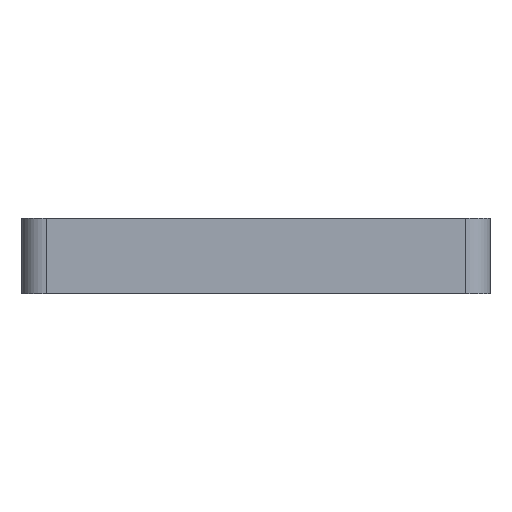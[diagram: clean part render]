
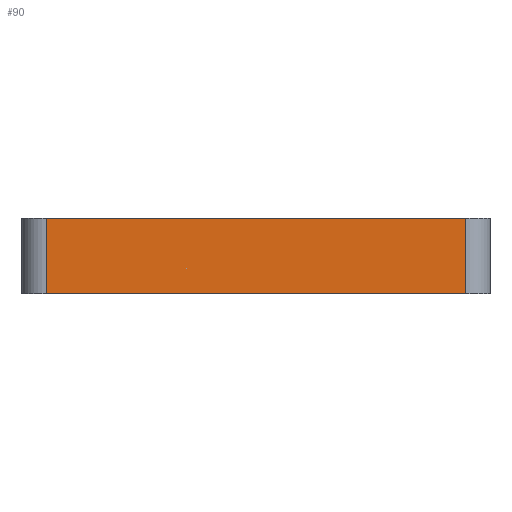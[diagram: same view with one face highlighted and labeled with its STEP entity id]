
A CAD part, front view. The second image highlights one B-rep face of the part: STEP entity #90.
In plain terms, the highlighted planar face has unit normal (0, -1, 0).
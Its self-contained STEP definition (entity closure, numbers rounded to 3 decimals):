
#66 = EDGE_LOOP ( 'NONE', ( #4072, #705, #109, #1932 ) ) ;
#90 = ADVANCED_FACE ( 'NONE', ( #884 ), #2314, .F. ) ;
#109 = ORIENTED_EDGE ( 'NONE', *, *, #4236, .T. ) ;
#424 = LINE ( 'NONE', #4037, #4756 ) ;
#619 = EDGE_CURVE ( 'NONE', #4463, #3014, #424, .T. ) ;
#705 = ORIENTED_EDGE ( 'NONE', *, *, #4163, .T. ) ;
#750 = CARTESIAN_POINT ( 'NONE',  ( -77.5, -122.5, 25. ) ) ;
#772 = DIRECTION ( 'NONE',  ( 1., 0., 0. ) ) ;
#825 = DIRECTION ( 'NONE',  ( 0., 0., 1. ) ) ;
#884 = FACE_OUTER_BOUND ( 'NONE', #66, .T. ) ;
#1324 = VERTEX_POINT ( 'NONE', #4712 ) ;
#1752 = AXIS2_PLACEMENT_3D ( 'NONE', #2276, #3512, #825 ) ;
#1828 = DIRECTION ( 'NONE',  ( 0., 0., 1. ) ) ;
#1932 = ORIENTED_EDGE ( 'NONE', *, *, #619, .T. ) ;
#2177 = CARTESIAN_POINT ( 'NONE',  ( 69.5, -122.5, 0. ) ) ;
#2276 = CARTESIAN_POINT ( 'NONE',  ( -77.5, -122.5, 25. ) ) ;
#2289 = CARTESIAN_POINT ( 'NONE',  ( -69.5, -122.5, 0. ) ) ;
#2314 = PLANE ( 'NONE',  #1752 ) ;
#2338 = LINE ( 'NONE', #3598, #4381 ) ;
#2830 = LINE ( 'NONE', #4015, #3446 ) ;
#3014 = VERTEX_POINT ( 'NONE', #3190 ) ;
#3190 = CARTESIAN_POINT ( 'NONE',  ( 69.5, -122.5, 25. ) ) ;
#3446 = VECTOR ( 'NONE', #3999, 1000. ) ;
#3512 = DIRECTION ( 'NONE',  ( 0., 1., 0. ) ) ;
#3589 = DIRECTION ( 'NONE',  ( 1., 0., 0. ) ) ;
#3598 = CARTESIAN_POINT ( 'NONE',  ( -77.5, -122.5, 0. ) ) ;
#3705 = LINE ( 'NONE', #750, #4363 ) ;
#3999 = DIRECTION ( 'NONE',  ( 0., 0., -1. ) ) ;
#4015 = CARTESIAN_POINT ( 'NONE',  ( -69.5, -122.5, 25. ) ) ;
#4037 = CARTESIAN_POINT ( 'NONE',  ( 69.5, -122.5, 25. ) ) ;
#4072 = ORIENTED_EDGE ( 'NONE', *, *, #4719, .F. ) ;
#4163 = EDGE_CURVE ( 'NONE', #1324, #4442, #2830, .T. ) ;
#4236 = EDGE_CURVE ( 'NONE', #4442, #4463, #2338, .T. ) ;
#4363 = VECTOR ( 'NONE', #772, 1000. ) ;
#4381 = VECTOR ( 'NONE', #3589, 1000. ) ;
#4442 = VERTEX_POINT ( 'NONE', #2289 ) ;
#4463 = VERTEX_POINT ( 'NONE', #2177 ) ;
#4712 = CARTESIAN_POINT ( 'NONE',  ( -69.5, -122.5, 25. ) ) ;
#4719 = EDGE_CURVE ( 'NONE', #1324, #3014, #3705, .T. ) ;
#4756 = VECTOR ( 'NONE', #1828, 1000. ) ;
